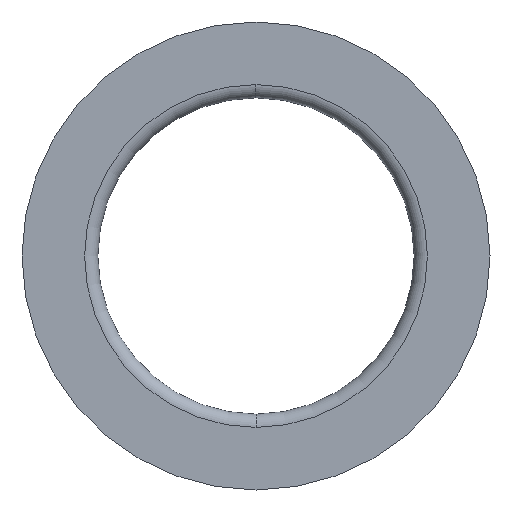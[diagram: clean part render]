
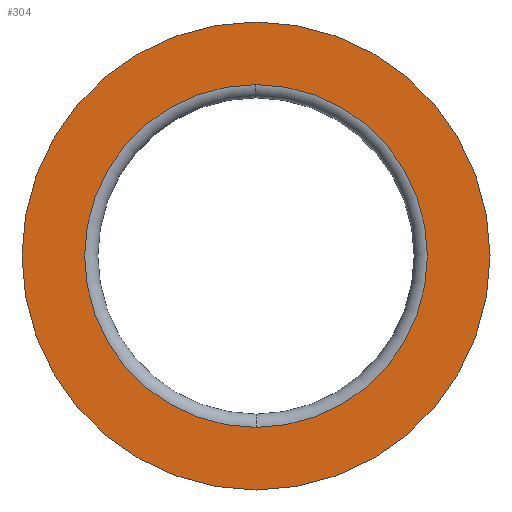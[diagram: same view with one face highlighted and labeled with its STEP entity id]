
A CAD part, left-side view. The second image highlights one B-rep face of the part: STEP entity #304.
In plain terms, the highlighted planar face has unit normal (-1, 0, 0).
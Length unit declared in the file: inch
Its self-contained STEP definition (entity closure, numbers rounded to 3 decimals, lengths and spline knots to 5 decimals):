
#3 = CARTESIAN_POINT ( 'NONE',  ( -0.61024, 0., 1.45669 ) ) ;
#32 = CARTESIAN_POINT ( 'NONE',  ( -0.61024, 0., 1.06693 ) ) ;
#35 = DIRECTION ( 'NONE',  ( 0., 0., 1. ) ) ;
#38 = PLANE ( 'NONE',  #779 ) ;
#67 = DIRECTION ( 'NONE',  ( 0., 0., -1. ) ) ;
#78 = ORIENTED_EDGE ( 'NONE', *, *, #665, .T. ) ;
#89 = CARTESIAN_POINT ( 'NONE',  ( -0.61024, 0., 0. ) ) ;
#92 = CIRCLE ( 'NONE', #195, 1.06693 ) ;
#152 = ORIENTED_EDGE ( 'NONE', *, *, #224, .F. ) ;
#172 = VERTEX_POINT ( 'NONE', #702 ) ;
#195 = AXIS2_PLACEMENT_3D ( 'NONE', #432, #367, #305 ) ;
#204 = VERTEX_POINT ( 'NONE', #32 ) ;
#216 = EDGE_LOOP ( 'NONE', ( #152, #792 ) ) ;
#218 = DIRECTION ( 'NONE',  ( 1., 0., 0. ) ) ;
#224 = EDGE_CURVE ( 'NONE', #624, #586, #661, .T. ) ;
#232 = CIRCLE ( 'NONE', #371, 1.06693 ) ;
#262 = DIRECTION ( 'NONE',  ( 1., 0., 0. ) ) ;
#281 = DIRECTION ( 'NONE',  ( 0., 0., -1. ) ) ;
#283 = EDGE_LOOP ( 'NONE', ( #78, #331 ) ) ;
#285 = DIRECTION ( 'NONE',  ( -1., 0., 0. ) ) ;
#304 = ADVANCED_FACE ( 'NONE', ( #521, #544 ), #38, .T. ) ;
#305 = DIRECTION ( 'NONE',  ( 0., 0., -1. ) ) ;
#324 = AXIS2_PLACEMENT_3D ( 'NONE', #396, #218, #281 ) ;
#331 = ORIENTED_EDGE ( 'NONE', *, *, #743, .T. ) ;
#333 = DIRECTION ( 'NONE',  ( 1., 0., 0. ) ) ;
#367 = DIRECTION ( 'NONE',  ( 1., 0., 0. ) ) ;
#371 = AXIS2_PLACEMENT_3D ( 'NONE', #455, #262, #67 ) ;
#396 = CARTESIAN_POINT ( 'NONE',  ( -0.61024, 0., 0. ) ) ;
#432 = CARTESIAN_POINT ( 'NONE',  ( -0.61024, 0., 0. ) ) ;
#455 = CARTESIAN_POINT ( 'NONE',  ( -0.61024, 0., 0. ) ) ;
#521 = FACE_BOUND ( 'NONE', #283, .T. ) ;
#544 = FACE_OUTER_BOUND ( 'NONE', #216, .T. ) ;
#580 = CARTESIAN_POINT ( 'NONE',  ( -0.61024, 0., -1.45669 ) ) ;
#586 = VERTEX_POINT ( 'NONE', #3 ) ;
#616 = EDGE_CURVE ( 'NONE', #586, #624, #644, .T. ) ;
#624 = VERTEX_POINT ( 'NONE', #580 ) ;
#644 = CIRCLE ( 'NONE', #753, 1.45669 ) ;
#661 = CIRCLE ( 'NONE', #324, 1.45669 ) ;
#665 = EDGE_CURVE ( 'NONE', #172, #204, #92, .T. ) ;
#702 = CARTESIAN_POINT ( 'NONE',  ( -0.61024, 0., -1.06693 ) ) ;
#743 = EDGE_CURVE ( 'NONE', #204, #172, #232, .T. ) ;
#753 = AXIS2_PLACEMENT_3D ( 'NONE', #89, #333, #771 ) ;
#771 = DIRECTION ( 'NONE',  ( 0., 0., -1. ) ) ;
#779 = AXIS2_PLACEMENT_3D ( 'NONE', #784, #285, #35 ) ;
#784 = CARTESIAN_POINT ( 'NONE',  ( -0.61024, 0., 0. ) ) ;
#792 = ORIENTED_EDGE ( 'NONE', *, *, #616, .F. ) ;
